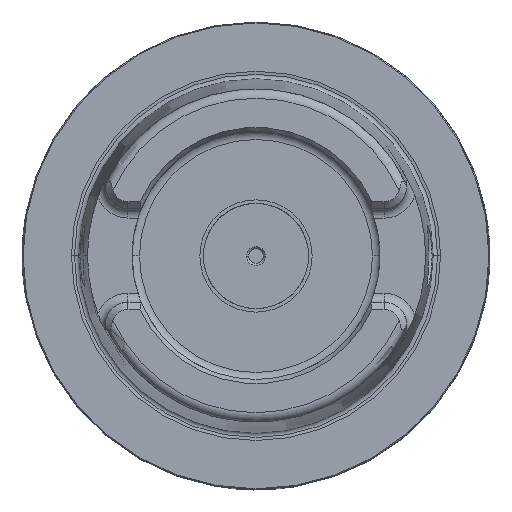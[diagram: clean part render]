
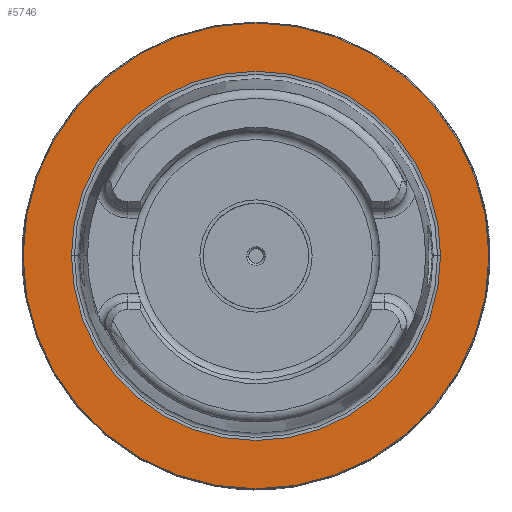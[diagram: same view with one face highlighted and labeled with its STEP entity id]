
A CAD part, top view. The second image highlights one B-rep face of the part: STEP entity #5746.
In plain terms, the highlighted planar face has unit normal (0, 0, 1).
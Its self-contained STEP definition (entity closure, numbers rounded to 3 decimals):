
#1743=CARTESIAN_POINT('',(0.,0.,0.));
#1744=DIRECTION('',(0.,0.,1.));
#1745=DIRECTION('',(1.,0.,0.));
#1746=AXIS2_PLACEMENT_3D('',#1743,#1744,#1745);
#1759=CARTESIAN_POINT('',(0.,0.,0.));
#1760=DIRECTION('',(0.,0.,-1.));
#1761=DIRECTION('',(1.,0.,0.));
#1762=AXIS2_PLACEMENT_3D('',#1759,#1760,#1761);
#1781=CARTESIAN_POINT('',(0.,0.,0.));
#1782=DIRECTION('',(0.,0.,1.));
#1783=DIRECTION('',(1.,0.,0.));
#1784=AXIS2_PLACEMENT_3D('',#1781,#1782,#1783);
#4202=CARTESIAN_POINT('',(0.,0.,0.));
#4203=DIRECTION('',(0.,0.,-1.));
#4204=DIRECTION('',(1.,0.,0.));
#4205=AXIS2_PLACEMENT_3D('',#4202,#4203,#4204);
#4232=CARTESIAN_POINT('',(39.464,0.,0.));
#4234=VERTEX_POINT('',#4232);
#4244=CARTESIAN_POINT('',(-39.464,0.,0.));
#4246=VERTEX_POINT('',#4244);
#4454=CARTESIAN_POINT('',(49.8,0.,0.));
#4455=CARTESIAN_POINT('',(-49.8,0.,0.));
#4456=VERTEX_POINT('',#4454);
#4457=VERTEX_POINT('',#4455);
#5730=CARTESIAN_POINT('',(0.,0.,0.));
#5731=DIRECTION('',(0.,0.,-1.));
#5732=DIRECTION('',(-1.,0.,0.));
#5733=AXIS2_PLACEMENT_3D('',#5730,#5731,#5732);
#5734=PLANE('',#5733);
#5735=ORIENTED_EDGE('',*,*,#5720,.F.);
#5737=ORIENTED_EDGE('',*,*,#5736,.T.);
#5738=EDGE_LOOP('',(#5735,#5737));
#5739=FACE_OUTER_BOUND('',#5738,.F.);
#5741=ORIENTED_EDGE('',*,*,#5740,.F.);
#5743=ORIENTED_EDGE('',*,*,#5742,.T.);
#5744=EDGE_LOOP('',(#5741,#5743));
#5745=FACE_BOUND('',#5744,.F.);
#1747=CIRCLE('',#1746,49.8);
#1763=CIRCLE('',#1762,39.464);
#1785=CIRCLE('',#1784,39.464);
#4206=CIRCLE('',#4205,49.8);
#5720=EDGE_CURVE('',#4456,#4457,#1747,.T.);
#5736=EDGE_CURVE('',#4456,#4457,#4206,.T.);
#5740=EDGE_CURVE('',#4234,#4246,#1763,.T.);
#5742=EDGE_CURVE('',#4234,#4246,#1785,.T.);
#5746=ADVANCED_FACE('',(#5739,#5745),#5734,.F.);
